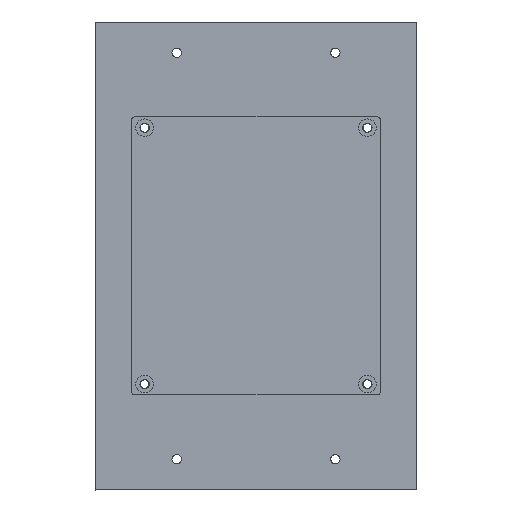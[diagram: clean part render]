
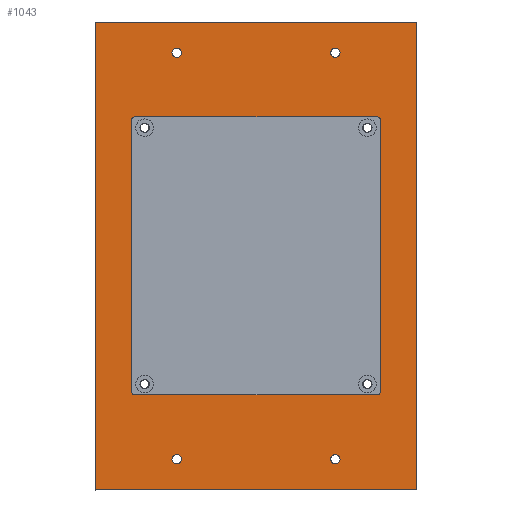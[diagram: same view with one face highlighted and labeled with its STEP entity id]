
A CAD part, top view. The second image highlights one B-rep face of the part: STEP entity #1043.
In plain terms, the highlighted planar face has unit normal (0, 0, 1).
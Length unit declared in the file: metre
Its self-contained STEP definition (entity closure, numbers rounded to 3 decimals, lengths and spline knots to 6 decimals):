
#101=LINE('',#1683,#171);
#102=LINE('',#1686,#172);
#103=LINE('',#1688,#173);
#104=LINE('',#1690,#174);
#171=VECTOR('',#1365,1.);
#172=VECTOR('',#1366,1.);
#173=VECTOR('',#1367,1.);
#174=VECTOR('',#1368,1.);
#297=ORIENTED_EDGE('',*,*,#529,.F.);
#298=ORIENTED_EDGE('',*,*,#530,.F.);
#299=ORIENTED_EDGE('',*,*,#531,.F.);
#300=ORIENTED_EDGE('',*,*,#532,.T.);
#301=ORIENTED_EDGE('',*,*,#533,.T.);
#302=ORIENTED_EDGE('',*,*,#534,.F.);
#303=ORIENTED_EDGE('',*,*,#535,.F.);
#304=ORIENTED_EDGE('',*,*,#536,.T.);
#305=ORIENTED_EDGE('',*,*,#537,.F.);
#306=ORIENTED_EDGE('',*,*,#538,.T.);
#307=ORIENTED_EDGE('',*,*,#539,.F.);
#308=ORIENTED_EDGE('',*,*,#540,.T.);
#529=EDGE_CURVE('',#655,#655,#747,.T.);
#530=EDGE_CURVE('',#656,#656,#748,.T.);
#531=EDGE_CURVE('',#657,#658,#101,.T.);
#532=EDGE_CURVE('',#657,#659,#102,.T.);
#533=EDGE_CURVE('',#659,#660,#103,.T.);
#534=EDGE_CURVE('',#658,#660,#104,.T.);
#535=EDGE_CURVE('',#661,#661,#749,.T.);
#536=EDGE_CURVE('',#662,#662,#750,.T.);
#537=EDGE_CURVE('',#663,#663,#751,.T.);
#538=EDGE_CURVE('',#664,#664,#752,.T.);
#539=EDGE_CURVE('',#665,#665,#753,.T.);
#540=EDGE_CURVE('',#666,#666,#754,.T.);
#655=VERTEX_POINT('',#1680);
#656=VERTEX_POINT('',#1682);
#657=VERTEX_POINT('',#1684);
#658=VERTEX_POINT('',#1685);
#659=VERTEX_POINT('',#1687);
#660=VERTEX_POINT('',#1689);
#661=VERTEX_POINT('',#1692);
#662=VERTEX_POINT('',#1694);
#663=VERTEX_POINT('',#1696);
#664=VERTEX_POINT('',#1698);
#665=VERTEX_POINT('',#1700);
#666=VERTEX_POINT('',#1702);
#747=CIRCLE('',#1172,0.0016);
#748=CIRCLE('',#1173,0.0016);
#749=CIRCLE('',#1174,0.0016);
#750=CIRCLE('',#1175,0.0016);
#751=CIRCLE('',#1176,0.0016);
#752=CIRCLE('',#1177,0.0016);
#753=CIRCLE('',#1178,0.0016);
#754=CIRCLE('',#1179,0.0016);
#825=EDGE_LOOP('',(#297));
#826=EDGE_LOOP('',(#298));
#827=EDGE_LOOP('',(#299,#300,#301,#302));
#828=EDGE_LOOP('',(#303));
#829=EDGE_LOOP('',(#304));
#830=EDGE_LOOP('',(#305));
#831=EDGE_LOOP('',(#306));
#832=EDGE_LOOP('',(#307));
#833=EDGE_LOOP('',(#308));
#929=FACE_BOUND('',#825,.T.);
#930=FACE_BOUND('',#826,.T.);
#931=FACE_BOUND('',#827,.T.);
#932=FACE_BOUND('',#828,.T.);
#933=FACE_BOUND('',#829,.T.);
#934=FACE_BOUND('',#830,.T.);
#935=FACE_BOUND('',#831,.T.);
#936=FACE_BOUND('',#832,.T.);
#937=FACE_BOUND('',#833,.T.);
#1007=PLANE('',#1171);
#1043=ADVANCED_FACE('',(#929,#930,#931,#932,#933,#934,#935,#936,#937),#1007,
 .T.);
#1171=AXIS2_PLACEMENT_3D('',#1678,#1359,#1360);
#1172=AXIS2_PLACEMENT_3D('',#1679,#1361,#1362);
#1173=AXIS2_PLACEMENT_3D('',#1681,#1363,#1364);
#1174=AXIS2_PLACEMENT_3D('',#1691,#1369,#1370);
#1175=AXIS2_PLACEMENT_3D('',#1693,#1371,#1372);
#1176=AXIS2_PLACEMENT_3D('',#1695,#1373,#1374);
#1177=AXIS2_PLACEMENT_3D('',#1697,#1375,#1376);
#1178=AXIS2_PLACEMENT_3D('',#1699,#1377,#1378);
#1179=AXIS2_PLACEMENT_3D('',#1701,#1379,#1380);
#1359=DIRECTION('',(0.,0.,1.));
#1360=DIRECTION('',(1.,0.,0.));
#1361=DIRECTION('',(0.,0.,1.));
#1362=DIRECTION('',(1.,0.,0.));
#1363=DIRECTION('',(0.,0.,1.));
#1364=DIRECTION('',(1.,0.,0.));
#1365=DIRECTION('',(1.,0.,0.));
#1366=DIRECTION('',(0.,-1.,0.));
#1367=DIRECTION('',(1.,0.,0.));
#1368=DIRECTION('',(0.,-1.,0.));
#1369=DIRECTION('',(0.,0.,1.));
#1370=DIRECTION('',(1.,0.,0.));
#1371=DIRECTION('',(0.,0.,-1.));
#1372=DIRECTION('',(1.,0.,0.));
#1373=DIRECTION('',(0.,0.,1.));
#1374=DIRECTION('',(1.,0.,0.));
#1375=DIRECTION('',(0.,0.,-1.));
#1376=DIRECTION('',(1.,0.,0.));
#1377=DIRECTION('',(0.,0.,1.));
#1378=DIRECTION('',(1.,0.,0.));
#1379=DIRECTION('',(0.,0.,-1.));
#1380=DIRECTION('',(1.,0.,0.));
#1678=CARTESIAN_POINT('',(0.,0.,0.0016));
#1679=CARTESIAN_POINT('',(0.038075,0.043825,0.0016));
#1680=CARTESIAN_POINT('',(0.039675,0.043825,0.0016));
#1681=CARTESIAN_POINT('',(-0.038075,-0.043825,0.0016));
#1682=CARTESIAN_POINT('',(-0.036475,-0.043825,0.0016));
#1683=CARTESIAN_POINT('',(0.,0.08,0.0016));
#1684=CARTESIAN_POINT('',(-0.055,0.08,0.0016));
#1685=CARTESIAN_POINT('',(0.055,0.08,0.0016));
#1686=CARTESIAN_POINT('',(-0.055,0.,0.0016));
#1687=CARTESIAN_POINT('',(-0.055,-0.08,0.0016));
#1688=CARTESIAN_POINT('',(0.,-0.08,0.0016));
#1689=CARTESIAN_POINT('',(0.055,-0.08,0.0016));
#1690=CARTESIAN_POINT('',(0.055,0.,0.0016));
#1691=CARTESIAN_POINT('',(-0.02712,0.0695,0.0016));
#1692=CARTESIAN_POINT('',(-0.02552,0.0695,0.0016));
#1693=CARTESIAN_POINT('',(-0.02712,-0.0695,0.0016));
#1694=CARTESIAN_POINT('',(-0.02552,-0.0695,0.0016));
#1695=CARTESIAN_POINT('',(0.02712,-0.0695,0.0016));
#1696=CARTESIAN_POINT('',(0.02872,-0.0695,0.0016));
#1697=CARTESIAN_POINT('',(0.02712,0.0695,0.0016));
#1698=CARTESIAN_POINT('',(0.02872,0.0695,0.0016));
#1699=CARTESIAN_POINT('',(-0.038075,0.043825,0.0016));
#1700=CARTESIAN_POINT('',(-0.036475,0.043825,0.0016));
#1701=CARTESIAN_POINT('',(0.038075,-0.043825,0.0016));
#1702=CARTESIAN_POINT('',(0.039675,-0.043825,0.0016));
